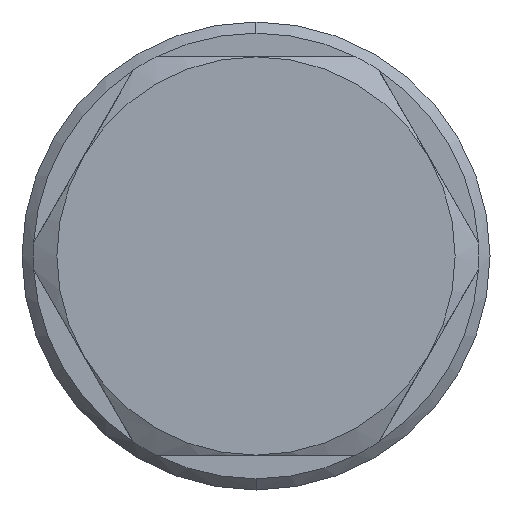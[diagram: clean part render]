
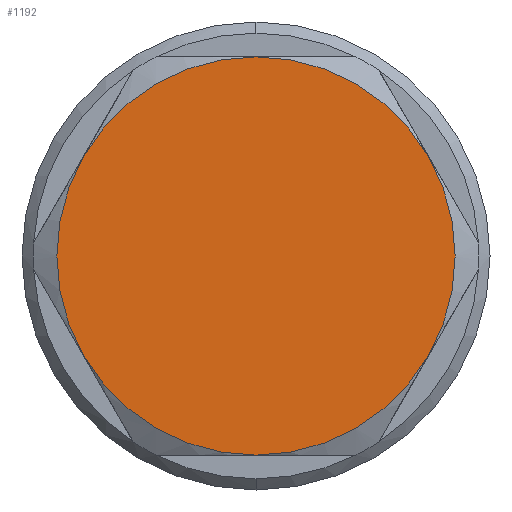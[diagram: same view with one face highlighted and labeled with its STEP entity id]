
A CAD part, left-side view. The second image highlights one B-rep face of the part: STEP entity #1192.
In plain terms, the highlighted planar face has unit normal (-1, 0, 0).
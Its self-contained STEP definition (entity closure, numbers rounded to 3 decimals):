
#783 = ORIENTED_EDGE ( 'NONE', *, *, #1588, .T. ) ;
#784 = ORIENTED_EDGE ( 'NONE', *, *, #1589, .T. ) ;
#785 = ORIENTED_EDGE ( 'NONE', *, *, #1590, .T. ) ;
#786 = ORIENTED_EDGE ( 'NONE', *, *, #1591, .T. ) ;
#787 = ORIENTED_EDGE ( 'NONE', *, *, #1592, .T. ) ;
#788 = ORIENTED_EDGE ( 'NONE', *, *, #1593, .T. ) ;
#1192 = ADVANCED_FACE ( 'NONE', ( #3714 ), #4092, .F. ) ;
#1588 = EDGE_CURVE ( 'NONE', #9948, #9944, #5949, .T. ) ;
#1589 = EDGE_CURVE ( 'NONE', #9944, #9956, #5951, .T. ) ;
#1590 = EDGE_CURVE ( 'NONE', #9956, #9934, #5950, .T. ) ;
#1591 = EDGE_CURVE ( 'NONE', #9934, #9940, #5952, .T. ) ;
#1592 = EDGE_CURVE ( 'NONE', #9940, #9953, #5953, .T. ) ;
#1593 = EDGE_CURVE ( 'NONE', #9953, #9948, #5954, .T. ) ;
#2608 = EDGE_LOOP ( 'NONE', ( #783, #784, #785, #786, #787, #788 ) ) ;
#3144 = AXIS2_PLACEMENT_3D ( 'NONE', #4090, #4095, #4096 ) ;
#3384 = AXIS2_PLACEMENT_3D ( 'NONE', #7272, #7273, #7274 ) ;
#3385 = AXIS2_PLACEMENT_3D ( 'NONE', #7275, #7276, #7277 ) ;
#3386 = AXIS2_PLACEMENT_3D ( 'NONE', #7278, #7279, #7280 ) ;
#3387 = AXIS2_PLACEMENT_3D ( 'NONE', #7281, #7282, #7283 ) ;
#3388 = AXIS2_PLACEMENT_3D ( 'NONE', #7285, #7286, #7287 ) ;
#3389 = AXIS2_PLACEMENT_3D ( 'NONE', #7290, #7291, #7292 ) ;
#3714 = FACE_OUTER_BOUND ( 'NONE', #2608, .T. ) ;
#4090 = CARTESIAN_POINT ( 'NONE',  ( 0., 0., 0. ) ) ;
#4092 = PLANE ( 'NONE',  #3144 ) ;
#4095 = DIRECTION ( 'NONE',  ( 1., 0., 0. ) ) ;
#4096 = DIRECTION ( 'NONE',  ( 0., 0., -1. ) ) ;
#5949 = CIRCLE ( 'NONE', #3384, 16. ) ;
#5950 = CIRCLE ( 'NONE', #3386, 16. ) ;
#5951 = CIRCLE ( 'NONE', #3385, 16. ) ;
#5952 = CIRCLE ( 'NONE', #3387, 16. ) ;
#5953 = CIRCLE ( 'NONE', #3388, 16. ) ;
#5954 = CIRCLE ( 'NONE', #3389, 16. ) ;
#7272 = CARTESIAN_POINT ( 'NONE',  ( 0., 0., 0. ) ) ;
#7273 = DIRECTION ( 'NONE',  ( -1., 0., 0. ) ) ;
#7274 = DIRECTION ( 'NONE',  ( 0., 0., -1. ) ) ;
#7275 = CARTESIAN_POINT ( 'NONE',  ( 0., 0., 0. ) ) ;
#7276 = DIRECTION ( 'NONE',  ( -1., 0., 0. ) ) ;
#7277 = DIRECTION ( 'NONE',  ( 0., 0., -1. ) ) ;
#7278 = CARTESIAN_POINT ( 'NONE',  ( 0., 0., 0. ) ) ;
#7279 = DIRECTION ( 'NONE',  ( -1., 0., 0. ) ) ;
#7280 = DIRECTION ( 'NONE',  ( 0., 0., -1. ) ) ;
#7281 = CARTESIAN_POINT ( 'NONE',  ( 0., 0., 0. ) ) ;
#7282 = DIRECTION ( 'NONE',  ( -1., 0., 0. ) ) ;
#7283 = DIRECTION ( 'NONE',  ( 0., 0., -1. ) ) ;
#7285 = CARTESIAN_POINT ( 'NONE',  ( 0., 0., 0. ) ) ;
#7286 = DIRECTION ( 'NONE',  ( -1., 0., 0. ) ) ;
#7287 = DIRECTION ( 'NONE',  ( 0., 0., 1. ) ) ;
#7290 = CARTESIAN_POINT ( 'NONE',  ( 0., 0., 0. ) ) ;
#7291 = DIRECTION ( 'NONE',  ( -1., 0., 0. ) ) ;
#7292 = DIRECTION ( 'NONE',  ( 0., 0., -1. ) ) ;
#9838 = CARTESIAN_POINT ( 'NONE',  ( 0., -13.856, 8. ) ) ;
#9844 = CARTESIAN_POINT ( 'NONE',  ( 0., 0., 16. ) ) ;
#9847 = CARTESIAN_POINT ( 'NONE',  ( 0., 0., -16. ) ) ;
#9851 = CARTESIAN_POINT ( 'NONE',  ( 0., 13.856, -8. ) ) ;
#9855 = CARTESIAN_POINT ( 'NONE',  ( 0., 13.856, 8. ) ) ;
#9858 = CARTESIAN_POINT ( 'NONE',  ( 0., -13.856, -8. ) ) ;
#9934 = VERTEX_POINT ( 'NONE', #9838 ) ;
#9940 = VERTEX_POINT ( 'NONE', #9844 ) ;
#9944 = VERTEX_POINT ( 'NONE', #9847 ) ;
#9948 = VERTEX_POINT ( 'NONE', #9851 ) ;
#9953 = VERTEX_POINT ( 'NONE', #9855 ) ;
#9956 = VERTEX_POINT ( 'NONE', #9858 ) ;
